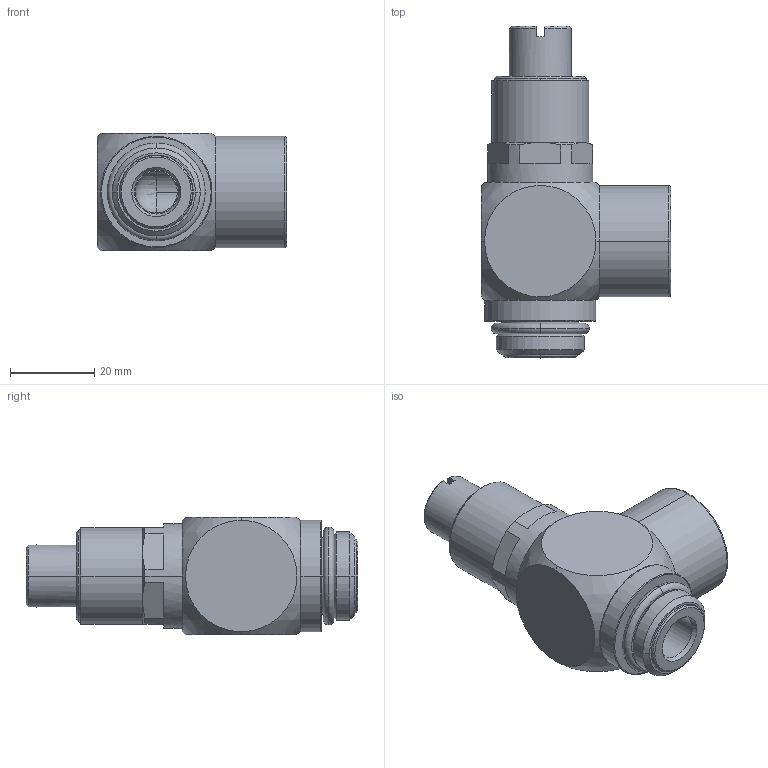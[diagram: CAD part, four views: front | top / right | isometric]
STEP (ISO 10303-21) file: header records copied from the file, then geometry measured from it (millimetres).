
FILE_DESCRIPTION(('STEP AP214'),'1');
FILE_NAME('7810_21_21.stp','2016-07-07T14:20:02',('TraceParts'),('TraceParts S.A.'),'Spatial InterOp 3D',' ',' ');
FILE_SCHEMA(('automotive_design'));
Length unit declared in the file: millimetre
Products named in the file (1): 1
Bounding box: 45 x 78.96 x 28 mm (x, y, z)
Volume: 40646.6 mm3; surface area: 11332.7 mm2
Topology: 1 solids, 1 shells, 102 faces, 246 edges, 157 vertices
Faces by surface type: plane 33, cone 26, cylinder 26, torus 14, sphere 3
Entity records: 3057 total; most frequent: DIRECTION 592, CARTESIAN_POINT 560, ORIENTED_EDGE 488, AXIS2_PLACEMENT_3D 261, EDGE_CURVE 244, VERTEX_POINT 157, CIRCLE 156, EDGE_LOOP 117
